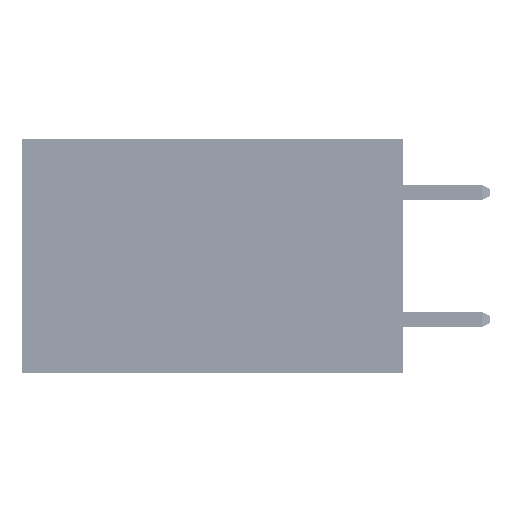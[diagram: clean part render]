
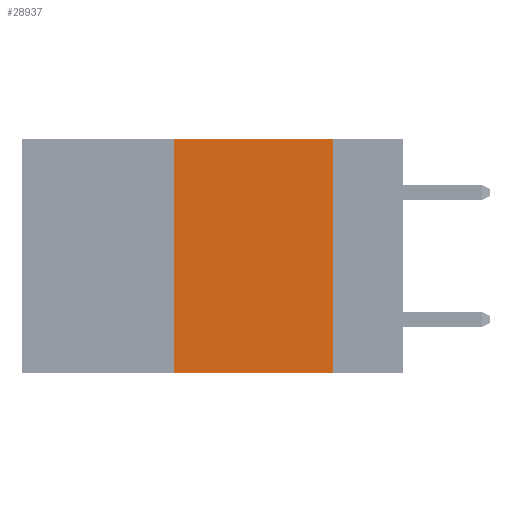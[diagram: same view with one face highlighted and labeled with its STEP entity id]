
A CAD part, left-side view. The second image highlights one B-rep face of the part: STEP entity #28937.
In plain terms, the highlighted planar face has unit normal (-1, 0, 0).
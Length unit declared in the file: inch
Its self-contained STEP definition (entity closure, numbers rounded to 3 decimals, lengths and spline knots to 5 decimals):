
#975 = ORIENTED_EDGE ( 'NONE', *, *, #14828, .F. ) ;
#4343 = DIRECTION ( 'NONE',  ( 0., -1., 0. ) ) ;
#5823 = VERTEX_POINT ( 'NONE', #8794 ) ;
#8136 = VERTEX_POINT ( 'NONE', #22185 ) ;
#8794 = CARTESIAN_POINT ( 'NONE',  ( 0., 0.11, -0.37 ) ) ;
#10116 = DIRECTION ( 'NONE',  ( 0., 0., -1. ) ) ;
#13015 = VECTOR ( 'NONE', #10116, 39.37008 ) ;
#14828 = EDGE_CURVE ( 'NONE', #37176, #8136, #52327, .T. ) ;
#15387 = VERTEX_POINT ( 'NONE', #23816 ) ;
#15447 = DIRECTION ( 'NONE',  ( 0., -1., 0. ) ) ;
#15627 = EDGE_CURVE ( 'NONE', #8136, #5823, #47763, .T. ) ;
#15847 = ORIENTED_EDGE ( 'NONE', *, *, #23775, .F. ) ;
#17655 = VECTOR ( 'NONE', #4343, 39.37008 ) ;
#19542 = VECTOR ( 'NONE', #15447, 39.37008 ) ;
#22185 = CARTESIAN_POINT ( 'NONE',  ( 0., 0.11, 0. ) ) ;
#22785 = AXIS2_PLACEMENT_3D ( 'NONE', #49058, #24630, #44738 ) ;
#22862 = LINE ( 'NONE', #49447, #17655 ) ;
#23775 = EDGE_CURVE ( 'NONE', #15387, #37176, #32512, .T. ) ;
#23816 = CARTESIAN_POINT ( 'NONE',  ( 0., 0.36, -0.37 ) ) ;
#24630 = DIRECTION ( 'NONE',  ( 1., 0., 0. ) ) ;
#24802 = PLANE ( 'NONE',  #22785 ) ;
#28937 = ADVANCED_FACE ( 'NONE', ( #30073 ), #24802, .F. ) ;
#30073 = FACE_OUTER_BOUND ( 'NONE', #39162, .T. ) ;
#30087 = EDGE_CURVE ( 'NONE', #15387, #5823, #22862, .T. ) ;
#30092 = ORIENTED_EDGE ( 'NONE', *, *, #30087, .T. ) ;
#32512 = LINE ( 'NONE', #48455, #48604 ) ;
#33685 = CARTESIAN_POINT ( 'NONE',  ( 0., 0.11, 0. ) ) ;
#37176 = VERTEX_POINT ( 'NONE', #51049 ) ;
#39162 = EDGE_LOOP ( 'NONE', ( #41823, #975, #15847, #30092 ) ) ;
#40268 = CARTESIAN_POINT ( 'NONE',  ( 0., 0.6, 0. ) ) ;
#40362 = DIRECTION ( 'NONE',  ( 0., 0., 1. ) ) ;
#41823 = ORIENTED_EDGE ( 'NONE', *, *, #15627, .F. ) ;
#44738 = DIRECTION ( 'NONE',  ( 0., 0., -1. ) ) ;
#47763 = LINE ( 'NONE', #33685, #13015 ) ;
#48455 = CARTESIAN_POINT ( 'NONE',  ( 0., 0.36, 0. ) ) ;
#48604 = VECTOR ( 'NONE', #40362, 39.37008 ) ;
#49058 = CARTESIAN_POINT ( 'NONE',  ( 0., 0.6, 0. ) ) ;
#49447 = CARTESIAN_POINT ( 'NONE',  ( 0., 0.6, -0.37 ) ) ;
#51049 = CARTESIAN_POINT ( 'NONE',  ( 0., 0.36, 0. ) ) ;
#52327 = LINE ( 'NONE', #40268, #19542 ) ;
